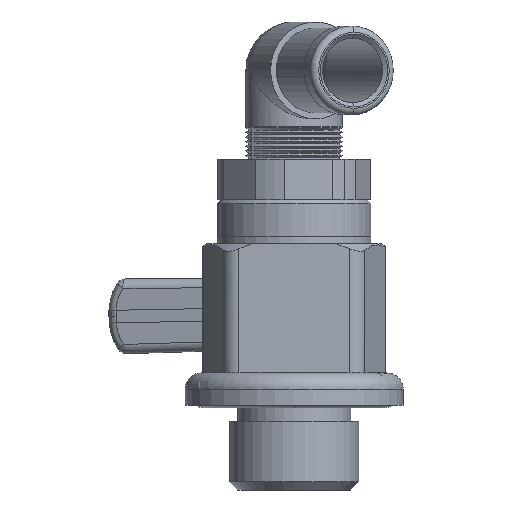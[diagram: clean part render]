
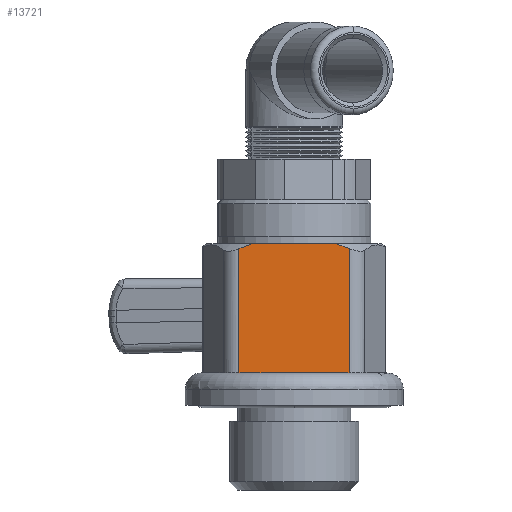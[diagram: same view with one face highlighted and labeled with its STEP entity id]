
A CAD part, front view. The second image highlights one B-rep face of the part: STEP entity #13721.
In plain terms, the highlighted planar face has unit normal (0, -1, 0).
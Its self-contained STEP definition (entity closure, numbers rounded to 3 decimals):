
#24 = VERTEX_POINT ( 'NONE', #18424 ) ;
#25 = VERTEX_POINT ( 'NONE', #18468 ) ;
#542 = CARTESIAN_POINT ( 'NONE',  ( -5.25, -9.5, 16. ) ) ;
#595 = CARTESIAN_POINT ( 'NONE',  ( -6.85, -9.5, 15.405 ) ) ;
#637 = CARTESIAN_POINT ( 'NONE',  ( -6.85, -9.5, 15.405 ) ) ;
#638 = CARTESIAN_POINT ( 'NONE',  ( -6.324, -9.5, 15.618 ) ) ;
#639 = CARTESIAN_POINT ( 'NONE',  ( -5.791, -9.5, 15.818 ) ) ;
#640 = CARTESIAN_POINT ( 'NONE',  ( -5.25, -9.5, 16. ) ) ;
#644 = B_SPLINE_CURVE_WITH_KNOTS ( 'NONE', 3,
 ( #640, #639, #638, #637 ),
 .UNSPECIFIED., .F., .F.,
 ( 4, 4 ),
 ( 0.022, 0.024 ),
 .UNSPECIFIED. ) ;
#3920 = EDGE_CURVE ( 'NONE', #14212, #5719, #18543, .T. ) ;
#5719 = VERTEX_POINT ( 'NONE', #18586 ) ;
#11655 = DIRECTION ( 'NONE',  ( 1., 0., 0. ) ) ;
#11660 = CARTESIAN_POINT ( 'NONE',  ( -6.85, -9.5, 0. ) ) ;
#11661 = LINE ( 'NONE', #11660, #11662 ) ;
#11662 = VECTOR ( 'NONE', #11655, 1000. ) ;
#13698 = EDGE_LOOP ( 'NONE', ( #13710, #13722, #13717, #13707, #13743, #13719, #13718, #13737, #13742 ) ) ;
#13699 = EDGE_CURVE ( 'NONE', #14225, #25, #18593, .T. ) ;
#13705 = VERTEX_POINT ( 'NONE', #18622 ) ;
#13706 = VERTEX_POINT ( 'NONE', #18617 ) ;
#13707 = ORIENTED_EDGE ( 'NONE', *, *, #3920, .F. ) ;
#13710 = ORIENTED_EDGE ( 'NONE', *, *, #13728, .F. ) ;
#13711 = VERTEX_POINT ( 'NONE', #18629 ) ;
#13717 = ORIENTED_EDGE ( 'NONE', *, *, #13720, .F. ) ;
#13718 = ORIENTED_EDGE ( 'NONE', *, *, #20295, .T. ) ;
#13719 = ORIENTED_EDGE ( 'NONE', *, *, #13699, .T. ) ;
#13720 = EDGE_CURVE ( 'NONE', #5719, #13706, #18603, .T. ) ;
#13721 = ADVANCED_FACE ( 'NONE', ( #18620 ), #18608, .F. ) ;
#13722 = ORIENTED_EDGE ( 'NONE', *, *, #13730, .T. ) ;
#13726 = VERTEX_POINT ( 'NONE', #18602 ) ;
#13728 = EDGE_CURVE ( 'NONE', #13705, #13711, #18656, .T. ) ;
#13730 = EDGE_CURVE ( 'NONE', #13705, #13706, #18641, .T. ) ;
#13733 = EDGE_CURVE ( 'NONE', #13726, #13711, #18631, .T. ) ;
#13737 = ORIENTED_EDGE ( 'NONE', *, *, #13744, .T. ) ;
#13742 = ORIENTED_EDGE ( 'NONE', *, *, #13733, .T. ) ;
#13743 = ORIENTED_EDGE ( 'NONE', *, *, #14249, .T. ) ;
#13744 = EDGE_CURVE ( 'NONE', #24, #13726, #18675, .T. ) ;
#14212 = VERTEX_POINT ( 'NONE', #542 ) ;
#14225 = VERTEX_POINT ( 'NONE', #595 ) ;
#14249 = EDGE_CURVE ( 'NONE', #14212, #14225, #644, .T. ) ;
#18424 = CARTESIAN_POINT ( 'NONE',  ( -6.481, -9.5, 0. ) ) ;
#18468 = CARTESIAN_POINT ( 'NONE',  ( -6.85, -9.5, 0. ) ) ;
#18537 = VECTOR ( 'NONE', #18541, 1000. ) ;
#18541 = DIRECTION ( 'NONE',  ( 1., 0., 0. ) ) ;
#18542 = CARTESIAN_POINT ( 'NONE',  ( -6.85, -9.5, 16. ) ) ;
#18543 = LINE ( 'NONE', #18542, #18537 ) ;
#18569 = DIRECTION ( 'NONE',  ( 0., 0., -1. ) ) ;
#18573 = VECTOR ( 'NONE', #18569, 1000. ) ;
#18586 = CARTESIAN_POINT ( 'NONE',  ( 0., -9.5, 16. ) ) ;
#18592 = CARTESIAN_POINT ( 'NONE',  ( -6.85, -9.5, 16. ) ) ;
#18593 = LINE ( 'NONE', #18592, #18573 ) ;
#18600 = CARTESIAN_POINT ( 'NONE',  ( -6.85, -9.5, 16. ) ) ;
#18602 = CARTESIAN_POINT ( 'NONE',  ( 6.481, -9.5, 0. ) ) ;
#18603 = LINE ( 'NONE', #18607, #18613 ) ;
#18607 = CARTESIAN_POINT ( 'NONE',  ( -6.85, -9.5, 16. ) ) ;
#18608 = PLANE ( 'NONE',  #18616 ) ;
#18612 = DIRECTION ( 'NONE',  ( 1., 0., 0. ) ) ;
#18613 = VECTOR ( 'NONE', #18612, 1000. ) ;
#18616 = AXIS2_PLACEMENT_3D ( 'NONE', #18600, #18655, #18654 ) ;
#18617 = CARTESIAN_POINT ( 'NONE',  ( 5.25, -9.5, 16. ) ) ;
#18620 = FACE_OUTER_BOUND ( 'NONE', #13698, .T. ) ;
#18622 = CARTESIAN_POINT ( 'NONE',  ( 6.85, -9.5, 15.405 ) ) ;
#18629 = CARTESIAN_POINT ( 'NONE',  ( 6.85, -9.5, 0. ) ) ;
#18631 = LINE ( 'NONE', #18633, #18679 ) ;
#18633 = CARTESIAN_POINT ( 'NONE',  ( -6.85, -9.5, 0. ) ) ;
#18634 = CARTESIAN_POINT ( 'NONE',  ( 5.25, -9.5, 16. ) ) ;
#18635 = CARTESIAN_POINT ( 'NONE',  ( 5.788, -9.5, 15.819 ) ) ;
#18636 = CARTESIAN_POINT ( 'NONE',  ( 6.321, -9.5, 15.619 ) ) ;
#18637 = CARTESIAN_POINT ( 'NONE',  ( 6.85, -9.5, 15.405 ) ) ;
#18641 = B_SPLINE_CURVE_WITH_KNOTS ( 'NONE', 3,
 ( #18637, #18636, #18635, #18634 ),
 .UNSPECIFIED., .F., .F.,
 ( 4, 4 ),
 ( 0.009, 0.011 ),
 .UNSPECIFIED. ) ;
#18648 = DIRECTION ( 'NONE',  ( 0., 0., -1. ) ) ;
#18649 = VECTOR ( 'NONE', #18648, 1000. ) ;
#18650 = CARTESIAN_POINT ( 'NONE',  ( 6.85, -9.5, 16. ) ) ;
#18652 = CARTESIAN_POINT ( 'NONE',  ( -6.85, -9.5, 0. ) ) ;
#18654 = DIRECTION ( 'NONE',  ( -1., 0., 0. ) ) ;
#18655 = DIRECTION ( 'NONE',  ( 0., 1., 0. ) ) ;
#18656 = LINE ( 'NONE', #18650, #18649 ) ;
#18671 = DIRECTION ( 'NONE',  ( 1., 0., 0. ) ) ;
#18672 = VECTOR ( 'NONE', #18671, 1000. ) ;
#18675 = LINE ( 'NONE', #18652, #18672 ) ;
#18678 = DIRECTION ( 'NONE',  ( 1., 0., 0. ) ) ;
#18679 = VECTOR ( 'NONE', #18678, 1000. ) ;
#20295 = EDGE_CURVE ( 'NONE', #25, #24, #11661, .T. ) ;
